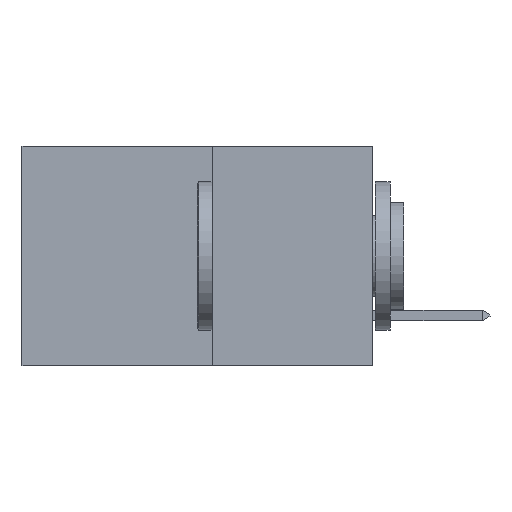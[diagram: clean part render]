
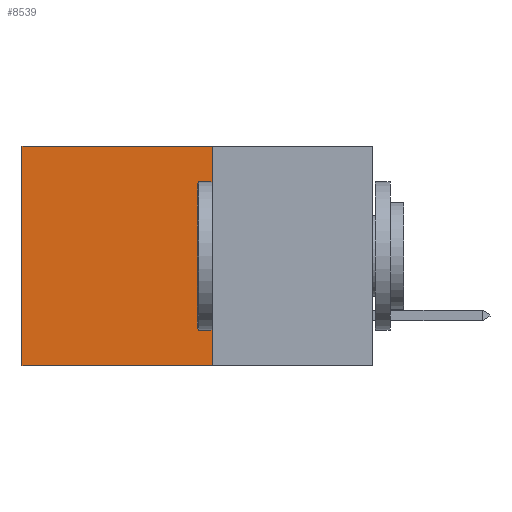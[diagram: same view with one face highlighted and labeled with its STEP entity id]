
A CAD part, left-side view. The second image highlights one B-rep face of the part: STEP entity #8539.
In plain terms, the highlighted planar face has unit normal (-1, 0, 0).
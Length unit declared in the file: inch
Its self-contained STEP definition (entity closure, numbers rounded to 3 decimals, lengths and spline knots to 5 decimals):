
#429 = LINE ( 'NONE', #946, #7155 ) ;
#578 = CARTESIAN_POINT ( 'NONE',  ( 0.277, 0.27, 0. ) ) ;
#711 = CARTESIAN_POINT ( 'NONE',  ( 0.277, 0.27, -0.37 ) ) ;
#946 = CARTESIAN_POINT ( 'NONE',  ( 0.277, 0.27, -0.37 ) ) ;
#2644 = ORIENTED_EDGE ( 'NONE', *, *, #7149, .F. ) ;
#3067 = CARTESIAN_POINT ( 'NONE',  ( 0.277, 0.59, 0. ) ) ;
#3143 = ORIENTED_EDGE ( 'NONE', *, *, #5359, .T. ) ;
#3373 = DIRECTION ( 'NONE',  ( 0., 0., -1. ) ) ;
#3516 = ORIENTED_EDGE ( 'NONE', *, *, #9194, .F. ) ;
#3600 = CARTESIAN_POINT ( 'NONE',  ( 0.277, 0.27, -0.37 ) ) ;
#3977 = DIRECTION ( 'NONE',  ( 0., 1., 0. ) ) ;
#4041 = CARTESIAN_POINT ( 'NONE',  ( 0.277, 0.27, -0.37 ) ) ;
#4274 = AXIS2_PLACEMENT_3D ( 'NONE', #711, #8585, #3373 ) ;
#4812 = VERTEX_POINT ( 'NONE', #3600 ) ;
#4852 = VECTOR ( 'NONE', #9637, 39.37008 ) ;
#5095 = PLANE ( 'NONE',  #4274 ) ;
#5105 = ORIENTED_EDGE ( 'NONE', *, *, #5702, .T. ) ;
#5124 = LINE ( 'NONE', #9650, #4852 ) ;
#5359 = EDGE_CURVE ( 'NONE', #8431, #10690, #10918, .T. ) ;
#5562 = EDGE_LOOP ( 'NONE', ( #5105, #2644, #3516, #3143 ) ) ;
#5673 = CARTESIAN_POINT ( 'NONE',  ( 0.277, 0.59, -0.37 ) ) ;
#5702 = EDGE_CURVE ( 'NONE', #10690, #7810, #5124, .T. ) ;
#7149 = EDGE_CURVE ( 'NONE', #4812, #7810, #10224, .T. ) ;
#7155 = VECTOR ( 'NONE', #8818, 39.37008 ) ;
#7810 = VERTEX_POINT ( 'NONE', #5673 ) ;
#7975 = VECTOR ( 'NONE', #3977, 39.37008 ) ;
#8126 = FACE_OUTER_BOUND ( 'NONE', #5562, .T. ) ;
#8406 = VECTOR ( 'NONE', #9737, 39.37008 ) ;
#8431 = VERTEX_POINT ( 'NONE', #578 ) ;
#8539 = ADVANCED_FACE ( 'NONE', ( #8126 ), #5095, .F. ) ;
#8585 = DIRECTION ( 'NONE',  ( 1., 0., 0. ) ) ;
#8818 = DIRECTION ( 'NONE',  ( 0., 0., -1. ) ) ;
#9194 = EDGE_CURVE ( 'NONE', #8431, #4812, #429, .T. ) ;
#9289 = CARTESIAN_POINT ( 'NONE',  ( 0.277, 0.27, 0. ) ) ;
#9637 = DIRECTION ( 'NONE',  ( 0., 0., -1. ) ) ;
#9650 = CARTESIAN_POINT ( 'NONE',  ( 0.277, 0.59, -0.37 ) ) ;
#9737 = DIRECTION ( 'NONE',  ( 0., 1., 0. ) ) ;
#10224 = LINE ( 'NONE', #4041, #7975 ) ;
#10690 = VERTEX_POINT ( 'NONE', #3067 ) ;
#10918 = LINE ( 'NONE', #9289, #8406 ) ;
